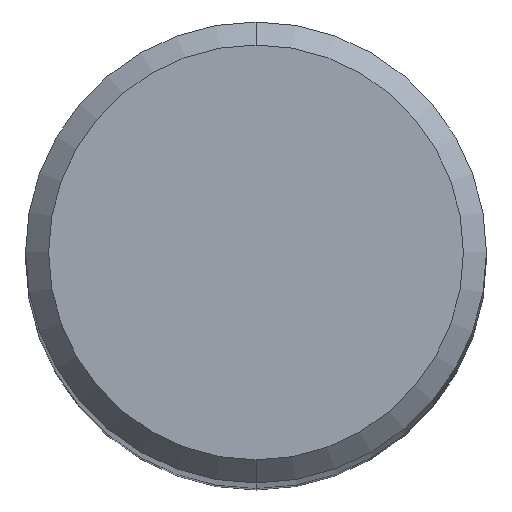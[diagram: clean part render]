
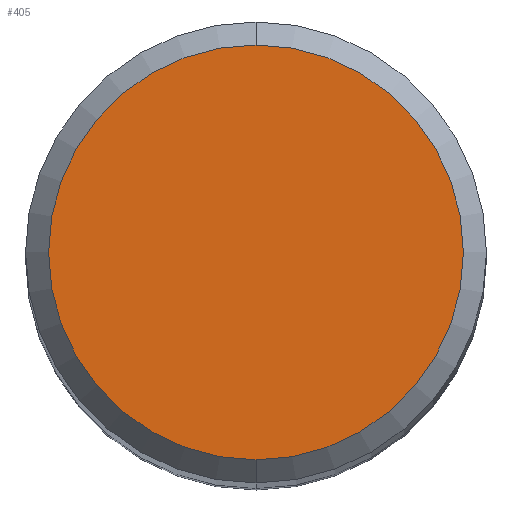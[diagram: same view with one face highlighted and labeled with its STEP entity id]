
A CAD part, top view. The second image highlights one B-rep face of the part: STEP entity #405.
In plain terms, the highlighted planar face has unit normal (0, 0, 1).
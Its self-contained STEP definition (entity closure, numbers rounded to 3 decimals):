
#177=EDGE_CURVE('',#269,#355,#455,.T.);
#197=EDGE_CURVE('',#355,#269,#476,.T.);
#269=VERTEX_POINT('',#555);
#355=VERTEX_POINT('',#645);
#405=ADVANCED_FACE('',(#704),#705,.T.);
#455=CIRCLE('',#762,4.5);
#476=CIRCLE('',#802,4.5);
#555=CARTESIAN_POINT('',(0.0,4.5,0.0));
#645=CARTESIAN_POINT('',(0.,-4.5,0.0));
#704=FACE_OUTER_BOUND('',#1329,.T.);
#705=PLANE('',#1330);
#762=AXIS2_PLACEMENT_3D('',#1381,#1382,#1383);
#802=AXIS2_PLACEMENT_3D('',#1408,#1409,#1410);
#1329=EDGE_LOOP('',(#1643,#1644));
#1330=AXIS2_PLACEMENT_3D('',#1645,#1646,#1647);
#1381=CARTESIAN_POINT('',(0.0,0.0,0.0));
#1382=DIRECTION('',(0.0,0.0,-1.0));
#1383=DIRECTION('',(0.0,1.0,0.0));
#1408=CARTESIAN_POINT('',(0.0,0.0,0.0));
#1409=DIRECTION('',(0.0,0.0,-1.0));
#1410=DIRECTION('',(0.0,1.0,0.0));
#1643=ORIENTED_EDGE('',*,*,#177,.F.);
#1644=ORIENTED_EDGE('',*,*,#197,.F.);
#1645=CARTESIAN_POINT('',(0.0,2.25,0.0));
#1646=DIRECTION('',(-0.0,0.0,1.0));
#1647=DIRECTION('',(0.0,-1.0,0.0));
